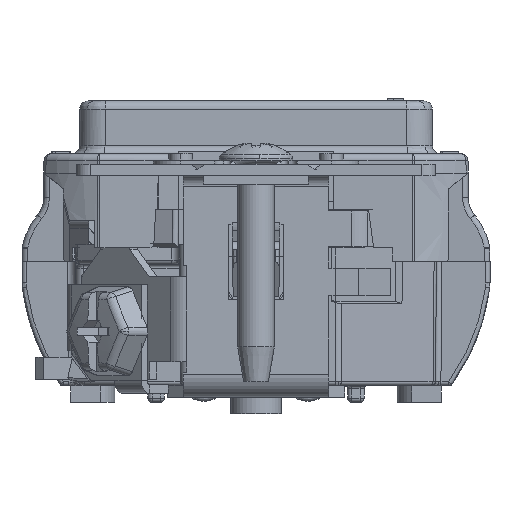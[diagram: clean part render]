
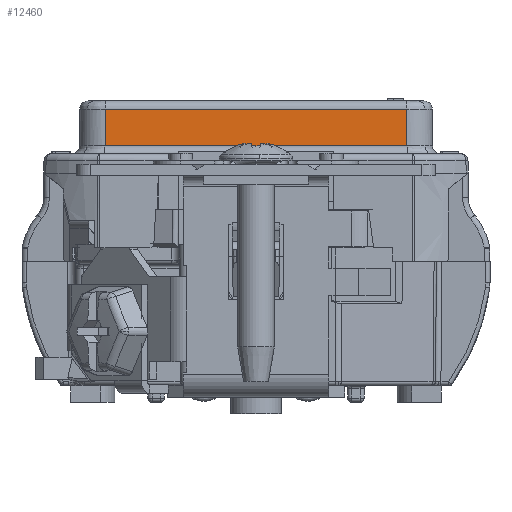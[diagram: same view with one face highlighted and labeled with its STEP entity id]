
A CAD part, front view. The second image highlights one B-rep face of the part: STEP entity #12460.
In plain terms, the highlighted planar face has unit normal (0, -1, 0.009).
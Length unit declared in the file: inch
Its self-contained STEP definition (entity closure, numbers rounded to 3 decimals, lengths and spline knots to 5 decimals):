
#6667 = DIRECTION ( 'NONE',  ( 0., -1., 0.009 ) ) ;
#7377 = ORIENTED_EDGE ( 'NONE', *, *, #36606, .T. ) ;
#10747 = AXIS2_PLACEMENT_3D ( 'NONE', #149834, #6667, #179163 ) ;
#12460 = ADVANCED_FACE ( 'NONE', ( #18049 ), #129055, .T. ) ;
#18004 = LINE ( 'NONE', #75851, #88054 ) ;
#18049 = FACE_OUTER_BOUND ( 'NONE', #162296, .T. ) ;
#21200 = EDGE_CURVE ( 'NONE', #41557, #157737, #31926, .T. ) ;
#27436 = CARTESIAN_POINT ( 'NONE',  ( 0.55174, -1.30474, 0.87774 ) ) ;
#31926 = LINE ( 'NONE', #61276, #40561 ) ;
#36531 = CARTESIAN_POINT ( 'NONE',  ( -0.645, -1.30358, 1.01126 ) ) ;
#36606 = EDGE_CURVE ( 'NONE', #157737, #136280, #18004, .T. ) ;
#40561 = VECTOR ( 'NONE', #62244, 39.37008 ) ;
#41557 = VERTEX_POINT ( 'NONE', #95156 ) ;
#44472 = LINE ( 'NONE', #116566, #107147 ) ;
#61276 = CARTESIAN_POINT ( 'NONE',  ( 0.552, -1.30474, 0.87774 ) ) ;
#62244 = DIRECTION ( 'NONE',  ( 1., 0., 0. ) ) ;
#63139 = EDGE_CURVE ( 'NONE', #136280, #105291, #182407, .T. ) ;
#65688 = ORIENTED_EDGE ( 'NONE', *, *, #63139, .T. ) ;
#75851 = CARTESIAN_POINT ( 'NONE',  ( 0.55191, -1.30491, 0.85844 ) ) ;
#78295 = DIRECTION ( 'NONE',  ( -1., 0., 0. ) ) ;
#88054 = VECTOR ( 'NONE', #125058, 39.37008 ) ;
#89361 = CARTESIAN_POINT ( 'NONE',  ( 0.55058, -1.30358, 1.01126 ) ) ;
#95156 = CARTESIAN_POINT ( 'NONE',  ( -0.55174, -1.30474, 0.87774 ) ) ;
#105291 = VERTEX_POINT ( 'NONE', #172664 ) ;
#107147 = VECTOR ( 'NONE', #143179, 39.37008 ) ;
#113854 = EDGE_CURVE ( 'NONE', #105291, #41557, #44472, .T. ) ;
#116566 = CARTESIAN_POINT ( 'NONE',  ( -0.55201, -1.30501, 0.84719 ) ) ;
#125058 = DIRECTION ( 'NONE',  ( -0.009, 0.009, 1. ) ) ;
#129055 = PLANE ( 'NONE',  #10747 ) ;
#136280 = VERTEX_POINT ( 'NONE', #89361 ) ;
#143179 = DIRECTION ( 'NONE',  ( -0.009, -0.009, -1. ) ) ;
#149834 = CARTESIAN_POINT ( 'NONE',  ( -0.645, -1.305, 0.848 ) ) ;
#150661 = VECTOR ( 'NONE', #78295, 39.37008 ) ;
#157737 = VERTEX_POINT ( 'NONE', #27436 ) ;
#162296 = EDGE_LOOP ( 'NONE', ( #179792, #178559, #7377, #65688 ) ) ;
#172664 = CARTESIAN_POINT ( 'NONE',  ( -0.55058, -1.30358, 1.01126 ) ) ;
#178559 = ORIENTED_EDGE ( 'NONE', *, *, #21200, .T. ) ;
#179163 = DIRECTION ( 'NONE',  ( 0., -0.009, -1. ) ) ;
#179792 = ORIENTED_EDGE ( 'NONE', *, *, #113854, .T. ) ;
#182407 = LINE ( 'NONE', #36531, #150661 ) ;
